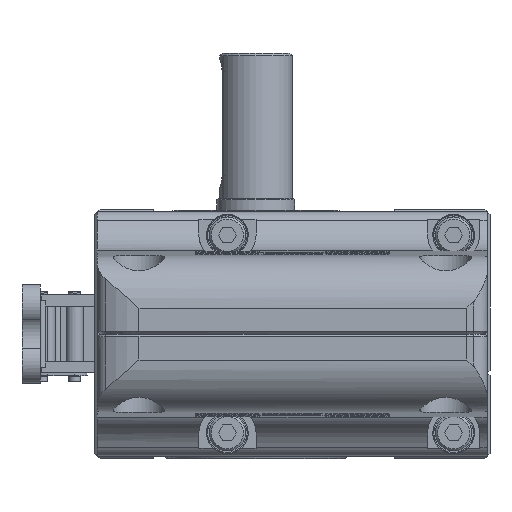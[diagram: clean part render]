
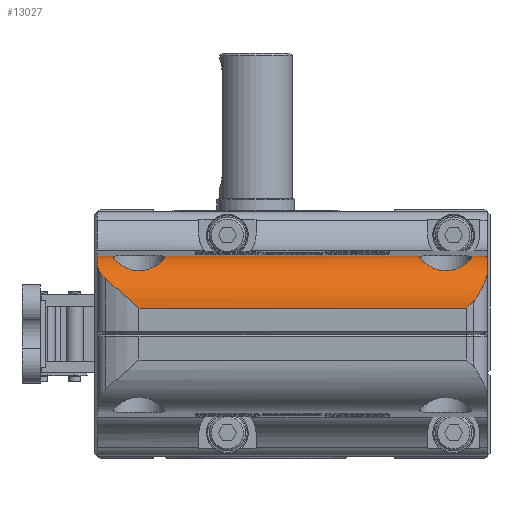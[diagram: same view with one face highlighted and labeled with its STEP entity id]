
A CAD part, left-side view. The second image highlights one B-rep face of the part: STEP entity #13027.
In plain terms, the highlighted cylindrical face has radius 10 mm (diameter 20 mm), a partial arc.
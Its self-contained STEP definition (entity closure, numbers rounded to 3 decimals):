
#326=B_SPLINE_CURVE_WITH_KNOTS('',3,(#21463,#21464,#21465,#21466,#21467,
#21468,#21469,#21470,#21471,#21472,#21473,#21474,#21475),.UNSPECIFIED.,
 .F.,.F.,(4,1,1,1,1,1,1,1,1,1,4),(0.,0.003,
0.005,0.008,0.009,0.01,
0.011,0.013,0.015,0.018,
0.02),.UNSPECIFIED.);
#327=B_SPLINE_CURVE_WITH_KNOTS('',3,(#21502,#21503,#21504,#21505,#21506,
#21507,#21508,#21509,#21510,#21511,#21512,#21513,#21514),.UNSPECIFIED.,
 .F.,.F.,(4,1,1,1,1,1,1,1,1,1,4),(0.,0.003,
0.005,0.008,0.009,0.01,
0.011,0.013,0.015,0.018,
0.02),.UNSPECIFIED.);
#353=B_SPLINE_CURVE_WITH_KNOTS('',3,(#21798,#21799,#21800,#21801,#21802),
 .UNSPECIFIED.,.F.,.F.,(4,1,4),(0.,0.002,
0.004),.UNSPECIFIED.);
#354=B_SPLINE_CURVE_WITH_KNOTS('',3,(#21804,#21805,#21806,#21807,#21808,
#21809),.UNSPECIFIED.,.F.,.F.,(4,1,1,4),(0.,0.004,
0.007,0.009),.UNSPECIFIED.);
#355=B_SPLINE_CURVE_WITH_KNOTS('',3,(#21813,#21814,#21815,#21816),
 .UNSPECIFIED.,.F.,.F.,(4,4),(0.,0.002),.UNSPECIFIED.);
#356=B_SPLINE_CURVE_WITH_KNOTS('',3,(#21818,#21819,#21820,#21821,#21822,
#21823,#21824,#21825),.UNSPECIFIED.,.F.,.F.,(4,1,1,1,1,4),(0.,0.002,
0.004,0.006,0.007,0.007),
 .UNSPECIFIED.);
#527=CYLINDRICAL_SURFACE('',#14199,10.);
#939=CIRCLE('',#14200,10.);
#940=CIRCLE('',#14201,10.);
#2942=ORIENTED_EDGE('',*,*,#5716,.F.);
#2943=ORIENTED_EDGE('',*,*,#5659,.F.);
#2944=ORIENTED_EDGE('',*,*,#5729,.F.);
#2945=ORIENTED_EDGE('',*,*,#5657,.F.);
#2946=ORIENTED_EDGE('',*,*,#5775,.F.);
#2947=ORIENTED_EDGE('',*,*,#5776,.F.);
#2948=ORIENTED_EDGE('',*,*,#5777,.F.);
#2949=ORIENTED_EDGE('',*,*,#5778,.T.);
#2950=ORIENTED_EDGE('',*,*,#5779,.F.);
#2951=ORIENTED_EDGE('',*,*,#5780,.F.);
#2952=ORIENTED_EDGE('',*,*,#5781,.T.);
#2953=ORIENTED_EDGE('',*,*,#5661,.F.);
#5657=EDGE_CURVE('',#7232,#7233,#8386,.T.);
#5659=EDGE_CURVE('',#7234,#7235,#8387,.T.);
#5661=EDGE_CURVE('',#7236,#7237,#8388,.T.);
#5716=EDGE_CURVE('',#7235,#7236,#326,.T.);
#5729=EDGE_CURVE('',#7233,#7234,#327,.T.);
#5775=EDGE_CURVE('',#7337,#7232,#939,.T.);
#5776=EDGE_CURVE('',#7338,#7337,#353,.T.);
#5777=EDGE_CURVE('',#7339,#7338,#354,.F.);
#5778=EDGE_CURVE('',#7339,#7340,#8422,.T.);
#5779=EDGE_CURVE('',#7341,#7340,#355,.T.);
#5780=EDGE_CURVE('',#7342,#7341,#356,.T.);
#5781=EDGE_CURVE('',#7342,#7237,#940,.T.);
#7232=VERTEX_POINT('',#21193);
#7233=VERTEX_POINT('',#21195);
#7234=VERTEX_POINT('',#21203);
#7235=VERTEX_POINT('',#21205);
#7236=VERTEX_POINT('',#21213);
#7237=VERTEX_POINT('',#21215);
#7337=VERTEX_POINT('',#21797);
#7338=VERTEX_POINT('',#21803);
#7339=VERTEX_POINT('',#21810);
#7340=VERTEX_POINT('',#21812);
#7341=VERTEX_POINT('',#21817);
#7342=VERTEX_POINT('',#21826);
#8386=LINE('',#21194,#9427);
#8387=LINE('',#21204,#9428);
#8388=LINE('',#21214,#9429);
#8422=LINE('',#21811,#9463);
#9427=VECTOR('',#16590,1000.);
#9428=VECTOR('',#16591,1000.);
#9429=VECTOR('',#16592,1000.);
#9463=VECTOR('',#16736,1000.);
#10535=EDGE_LOOP('',(#2942,#2943,#2944,#2945,#2946,#2947,#2948,#2949,#2950,
#2951,#2952,#2953));
#11623=FACE_BOUND('',#10535,.T.);
#13027=ADVANCED_FACE('',(#11623),#527,.T.);
#14199=AXIS2_PLACEMENT_3D('',#21795,#16732,#16733);
#14200=AXIS2_PLACEMENT_3D('',#21796,#16734,#16735);
#14201=AXIS2_PLACEMENT_3D('',#21827,#16737,#16738);
#16590=DIRECTION('',(0.,-1.,0.));
#16591=DIRECTION('',(0.,-1.,0.));
#16592=DIRECTION('',(0.,-1.,0.));
#16732=DIRECTION('',(0.,-1.,0.));
#16733=DIRECTION('',(0.,0.,-1.));
#16734=DIRECTION('',(0.,1.,0.));
#16735=DIRECTION('',(1.,0.,0.));
#16736=DIRECTION('',(0.,-1.,0.));
#16737=DIRECTION('',(0.,1.,0.));
#16738=DIRECTION('',(1.,0.,0.));
#21193=CARTESIAN_POINT('',(-95.144,37.5,14.999));
#21194=CARTESIAN_POINT('',(-95.144,37.5,14.999));
#21195=CARTESIAN_POINT('',(-95.144,34.143,14.999));
#21203=CARTESIAN_POINT('',(-95.144,24.857,14.999));
#21204=CARTESIAN_POINT('',(-95.144,37.5,14.999));
#21205=CARTESIAN_POINT('',(-95.144,-24.857,14.999));
#21213=CARTESIAN_POINT('',(-95.144,-34.143,14.999));
#21214=CARTESIAN_POINT('',(-95.144,37.5,14.999));
#21215=CARTESIAN_POINT('',(-95.144,-37.5,14.999));
#21463=CARTESIAN_POINT('',(-95.144,-24.857,14.999));
#21464=CARTESIAN_POINT('',(-95.945,-24.537,14.987));
#21465=CARTESIAN_POINT('',(-97.68,-24.336,14.753));
#21466=CARTESIAN_POINT('',(-99.968,-25.254,13.776));
#21467=CARTESIAN_POINT('',(-101.272,-26.698,12.814));
#21468=CARTESIAN_POINT('',(-101.886,-28.212,12.256));
#21469=CARTESIAN_POINT('',(-102.056,-29.496,12.085));
#21470=CARTESIAN_POINT('',(-101.889,-30.778,12.253));
#21471=CARTESIAN_POINT('',(-101.275,-32.301,12.813));
#21472=CARTESIAN_POINT('',(-99.963,-33.747,13.778));
#21473=CARTESIAN_POINT('',(-97.695,-34.661,14.748));
#21474=CARTESIAN_POINT('',(-95.947,-34.464,14.987));
#21475=CARTESIAN_POINT('',(-95.144,-34.143,14.999));
#21502=CARTESIAN_POINT('',(-95.144,34.143,14.999));
#21503=CARTESIAN_POINT('',(-95.945,34.463,14.987));
#21504=CARTESIAN_POINT('',(-97.68,34.664,14.753));
#21505=CARTESIAN_POINT('',(-99.968,33.746,13.776));
#21506=CARTESIAN_POINT('',(-101.272,32.302,12.814));
#21507=CARTESIAN_POINT('',(-101.886,30.788,12.256));
#21508=CARTESIAN_POINT('',(-102.056,29.504,12.085));
#21509=CARTESIAN_POINT('',(-101.889,28.222,12.253));
#21510=CARTESIAN_POINT('',(-101.275,26.699,12.813));
#21511=CARTESIAN_POINT('',(-99.963,25.253,13.778));
#21512=CARTESIAN_POINT('',(-97.695,24.339,14.748));
#21513=CARTESIAN_POINT('',(-95.947,24.536,14.987));
#21514=CARTESIAN_POINT('',(-95.144,24.857,14.999));
#21795=CARTESIAN_POINT('',(-95.,37.5,5.));
#21796=CARTESIAN_POINT('',(-95.,37.5,5.));
#21797=CARTESIAN_POINT('',(-100.66,37.5,13.244));
#21798=CARTESIAN_POINT('',(-103.258,36.,10.639));
#21799=CARTESIAN_POINT('',(-102.981,36.48,11.045));
#21800=CARTESIAN_POINT('',(-102.25,37.187,11.977));
#21801=CARTESIAN_POINT('',(-101.226,37.5,12.856));
#21802=CARTESIAN_POINT('',(-100.66,37.5,13.244));
#21803=CARTESIAN_POINT('',(-103.258,36.,10.639));
#21804=CARTESIAN_POINT('',(-103.258,36.,10.639));
#21805=CARTESIAN_POINT('',(-103.858,34.962,9.761));
#21806=CARTESIAN_POINT('',(-104.498,33.368,8.385));
#21807=CARTESIAN_POINT('',(-104.928,31.177,6.471));
#21808=CARTESIAN_POINT('',(-105.,30.051,5.483));
#21809=CARTESIAN_POINT('',(-105.,29.5,5.));
#21810=CARTESIAN_POINT('',(-105.,29.5,5.));
#21811=CARTESIAN_POINT('',(-105.,37.5,5.));
#21812=CARTESIAN_POINT('',(-105.,-33.5,5.));
#21813=CARTESIAN_POINT('',(-104.932,-34.83,6.166));
#21814=CARTESIAN_POINT('',(-104.977,-34.387,5.778));
#21815=CARTESIAN_POINT('',(-105.,-33.944,5.389));
#21816=CARTESIAN_POINT('',(-105.,-33.5,5.));
#21817=CARTESIAN_POINT('',(-104.932,-34.83,6.166));
#21818=CARTESIAN_POINT('',(-101.95,-37.5,12.19));
#21819=CARTESIAN_POINT('',(-102.403,-37.5,11.753));
#21820=CARTESIAN_POINT('',(-103.204,-37.303,10.812));
#21821=CARTESIAN_POINT('',(-104.091,-36.682,9.284));
#21822=CARTESIAN_POINT('',(-104.579,-36.011,7.958));
#21823=CARTESIAN_POINT('',(-104.827,-35.393,6.911));
#21824=CARTESIAN_POINT('',(-104.907,-35.058,6.381));
#21825=CARTESIAN_POINT('',(-104.932,-34.83,6.166));
#21826=CARTESIAN_POINT('',(-101.95,-37.5,12.19));
#21827=CARTESIAN_POINT('',(-95.,-37.5,5.));
